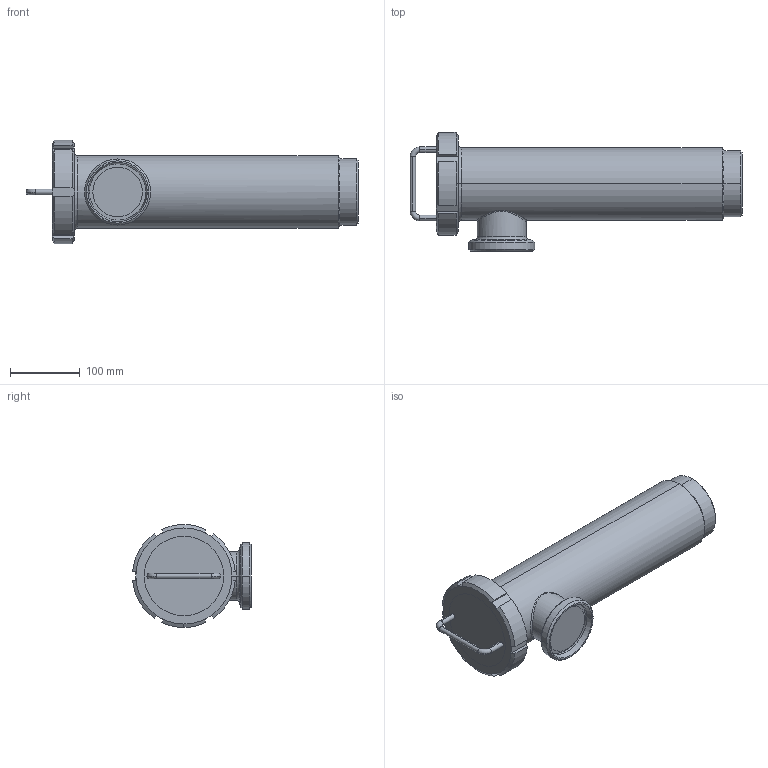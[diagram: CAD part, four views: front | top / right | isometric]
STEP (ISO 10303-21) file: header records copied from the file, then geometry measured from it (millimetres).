
FILE_DESCRIPTION (( 'STEP AP214' ), '1' );
FILE_NAME ('7018065G-G.STEP', '2017-11-23T06:44:44', ( '' ), ( '' ), 'SwSTEP 2.0', 'SolidWorks 2017', '' );
FILE_SCHEMA (( 'AUTOMOTIVE_DESIGN' ));
Length unit declared in the file: millimetre
Products named in the file (1): 7018065G-G
Bounding box: 476.5 x 170.76 x 148 mm (x, y, z)
Volume: 4092563.3 mm3; surface area: 206319.6 mm2
Topology: 1 solids, 1 shells, 97 faces, 228 edges, 141 vertices
Faces by surface type: cone 30, cylinder 29, plane 28, torus 8, bspline 2
Entity records: 3565 total; most frequent: CARTESIAN_POINT 1323, DIRECTION 475, ORIENTED_EDGE 456, EDGE_CURVE 228, AXIS2_PLACEMENT_3D 205, VERTEX_POINT 141, CIRCLE 109, EDGE_LOOP 107
